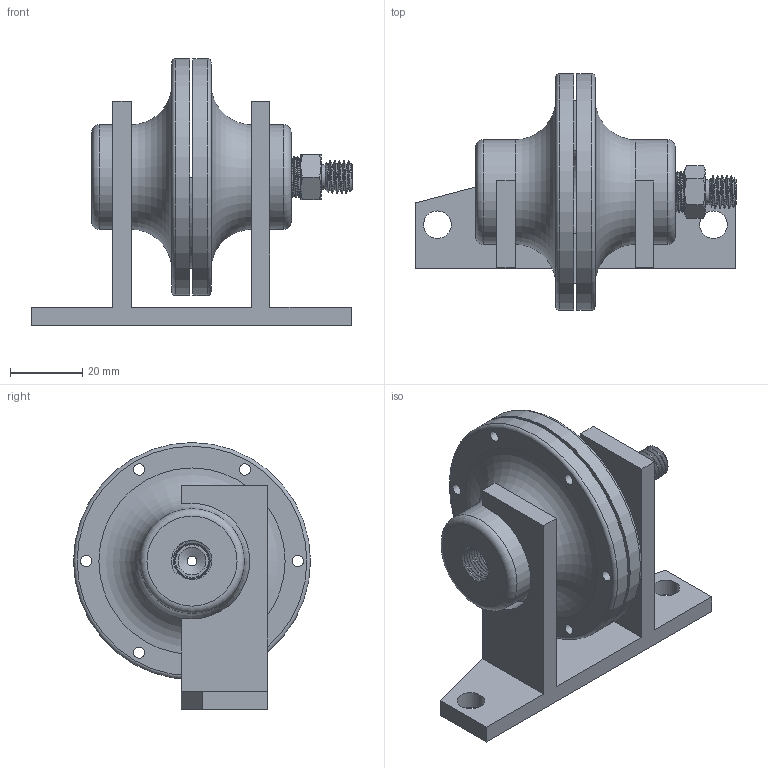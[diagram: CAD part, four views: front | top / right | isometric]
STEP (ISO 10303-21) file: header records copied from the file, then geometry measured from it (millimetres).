
FILE_DESCRIPTION(/* description */ (''),/* implementation_level */ '2;1');
FILE_NAME(/* name */ 'humidity_sensor_housing.step',/* time_stamp */ '2023-05-11T09:59:28-07:00',/* author */ (''),/* organization */ (''),/* preprocessor_version */ 'ST-DEVELOPER v19.2',/* originating_system */ 'Autodesk Translation Framework v12.4.0.73',/* authorisation */ '');
FILE_SCHEMA (('AUTOMOTIVE_DESIGN { 1 0 10303 214 3 1 1 }'));
Length unit declared in the file: millimetre
Products named in the file (5): humidity_sensor_housing; 5044K53_Chemical-Resistant Gasket; 1_8_NPT; 5272K292; scaled_part
Assembly tree (4 placements, depth 3):
  humidity_sensor_housing
    5044K53_Chemical-Resistant Gasket
    1_8_NPT
      5272K292
      scaled_part
Bounding box: 88.51 x 65.39 x 73.63 mm (x, y, z)
Volume: 68010.8 mm3; surface area: 36613.7 mm2
Topology: 5 solids, 5 shells, 167 faces, 416 edges, 271 vertices
Faces by surface type: plane 53, cone 46, cylinder 38, torus 18, bspline 12
Full cylindrical faces by diameter (mm): 2.646 x1, 3 x1, 3.1 x12, 3.556 x1, 6.734 x1, 7.62 x2, 7.653 x1, 8.89 x3, 9 x2, 22.86 x2, 28.86 x2, 51.394 x2, 65.394 x2
Entity records: 21022 total; most frequent: CARTESIAN_POINT 17012, ORIENTED_EDGE 832, DIRECTION 764, EDGE_CURVE 416, AXIS2_PLACEMENT_3D 311, VERTEX_POINT 271, EDGE_LOOP 215, FACE_OUTER_BOUND 167
